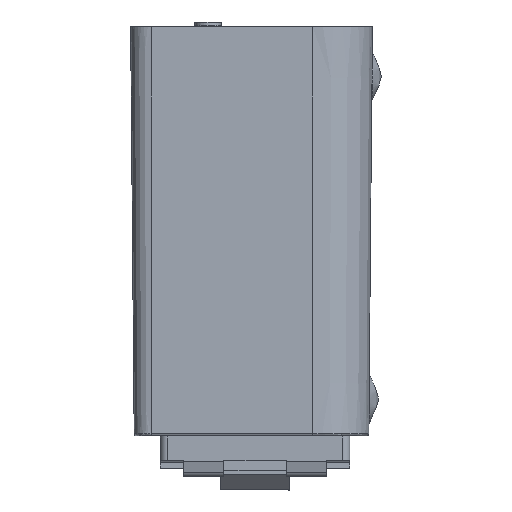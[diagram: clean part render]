
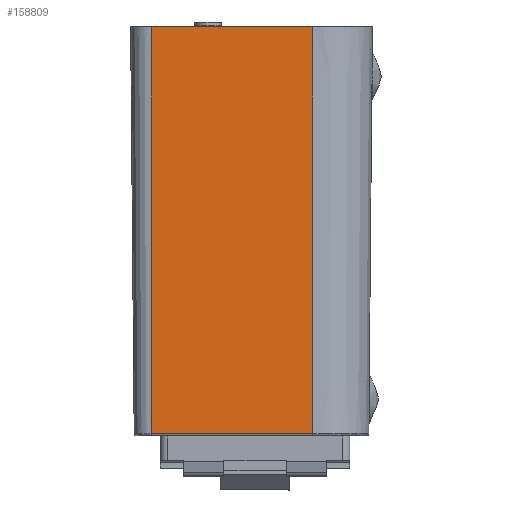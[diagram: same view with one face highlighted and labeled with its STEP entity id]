
A CAD part, left-side view. The second image highlights one B-rep face of the part: STEP entity #158809.
In plain terms, the highlighted face is planar.
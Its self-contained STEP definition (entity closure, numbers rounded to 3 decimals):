
#10306 = VERTEX_POINT ( 'NONE', #196142 ) ;
#21966 = VECTOR ( 'NONE', #260731, 1000. ) ;
#41415 = CARTESIAN_POINT ( 'NONE',  ( 115.504, 3.5, 0.496 ) ) ;
#47924 = ORIENTED_EDGE ( 'NONE', *, *, #252329, .F. ) ;
#52425 = CARTESIAN_POINT ( 'NONE',  ( 115.504, 3.5, 0.496 ) ) ;
#55369 = LINE ( 'NONE', #238700, #196615 ) ;
#58507 = DIRECTION ( 'NONE',  ( -0.009, 0., -1. ) ) ;
#71584 = ORIENTED_EDGE ( 'NONE', *, *, #105148, .F. ) ;
#79828 = PLANE ( 'NONE',  #207220 ) ;
#90621 = CARTESIAN_POINT ( 'NONE',  ( 116.23, 36.5, 83.7 ) ) ;
#91954 = VERTEX_POINT ( 'NONE', #41415 ) ;
#104017 = CARTESIAN_POINT ( 'NONE',  ( 115.5, 1.1, 0. ) ) ;
#105148 = EDGE_CURVE ( 'NONE', #10306, #107665, #261316, .T. ) ;
#107665 = VERTEX_POINT ( 'NONE', #90621 ) ;
#113565 = EDGE_CURVE ( 'NONE', #91954, #211363, #55369, .T. ) ;
#130752 = ORIENTED_EDGE ( 'NONE', *, *, #260125, .F. ) ;
#132040 = CARTESIAN_POINT ( 'NONE',  ( 115.867, 36.5, 42.098 ) ) ;
#154735 = VECTOR ( 'NONE', #157401, 1000. ) ;
#157401 = DIRECTION ( 'NONE',  ( -0.009, 0., -1. ) ) ;
#158809 = ADVANCED_FACE ( 'NONE', ( #205145 ), #79828, .T. ) ;
#173666 = EDGE_LOOP ( 'NONE', ( #47924, #242033, #130752, #71584 ) ) ;
#194555 = LINE ( 'NONE', #132040, #154735 ) ;
#196142 = CARTESIAN_POINT ( 'NONE',  ( 116.23, 3.5, 83.7 ) ) ;
#196615 = VECTOR ( 'NONE', #241739, 1000. ) ;
#201640 = B_SPLINE_CURVE_WITH_KNOTS ( 'NONE', 1,
 ( #52425, #284528 ),
 .UNSPECIFIED., .F., .F.,
 ( 2, 2 ),
 ( 0., 1. ),
 .UNSPECIFIED. ) ;
#205145 = FACE_OUTER_BOUND ( 'NONE', #173666, .T. ) ;
#207220 = AXIS2_PLACEMENT_3D ( 'NONE', #104017, #289638, #58507 ) ;
#211363 = VERTEX_POINT ( 'NONE', #276411 ) ;
#211936 = CARTESIAN_POINT ( 'NONE',  ( 116.23, 24., 83.7 ) ) ;
#238700 = CARTESIAN_POINT ( 'NONE',  ( 115.504, 1.1, 0.496 ) ) ;
#241739 = DIRECTION ( 'NONE',  ( 0., 1., 0. ) ) ;
#242033 = ORIENTED_EDGE ( 'NONE', *, *, #113565, .T. ) ;
#252329 = EDGE_CURVE ( 'NONE', #91954, #10306, #201640, .T. ) ;
#260125 = EDGE_CURVE ( 'NONE', #107665, #211363, #194555, .T. ) ;
#260731 = DIRECTION ( 'NONE',  ( 0., 1., 0. ) ) ;
#261316 = LINE ( 'NONE', #211936, #21966 ) ;
#276411 = CARTESIAN_POINT ( 'NONE',  ( 115.504, 36.5, 0.496 ) ) ;
#284528 = CARTESIAN_POINT ( 'NONE',  ( 116.23, 3.5, 83.7 ) ) ;
#289638 = DIRECTION ( 'NONE',  ( 1., 0., -0.009 ) ) ;
